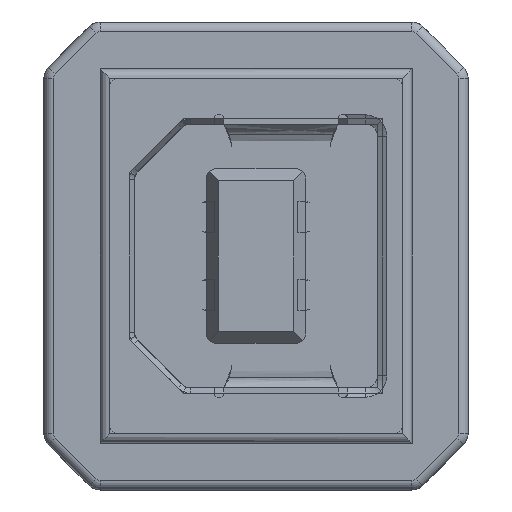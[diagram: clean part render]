
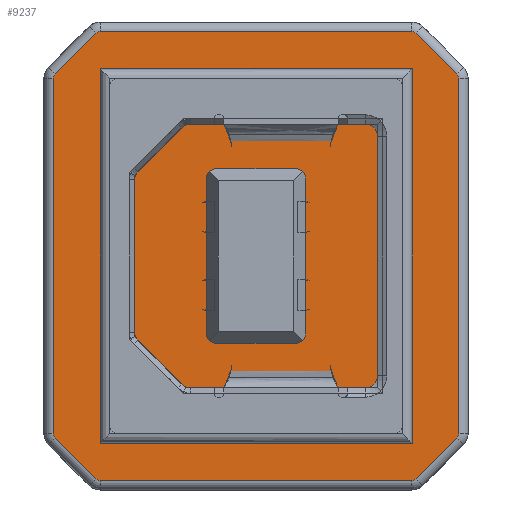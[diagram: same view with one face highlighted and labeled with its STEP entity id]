
A CAD part, left-side view. The second image highlights one B-rep face of the part: STEP entity #9237.
In plain terms, the highlighted face is planar.
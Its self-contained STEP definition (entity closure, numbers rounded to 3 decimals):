
#241 = VECTOR ( 'NONE', #25163, 1000. ) ;
#296 = CARTESIAN_POINT ( 'NONE',  ( 1.666, 0.359, 0. ) ) ;
#595 = CARTESIAN_POINT ( 'NONE',  ( 0.5, 11.793, 0. ) ) ;
#944 = VECTOR ( 'NONE', #2547, 1000. ) ;
#1311 = DIRECTION ( 'NONE',  ( -1., 0., 0. ) ) ;
#1848 = VERTEX_POINT ( 'NONE', #20575 ) ;
#2138 = EDGE_LOOP ( 'NONE', ( #29880, #11719, #18108, #4631, #15338, #22985, #40106, #22205, #43729, #16391, #14652, #38306, #41705, #42885, #39023, #33325 ) ) ;
#2547 = DIRECTION ( 'NONE',  ( 1., 0., 0. ) ) ;
#3518 = CARTESIAN_POINT ( 'NONE',  ( 1.807, 0.3, 0. ) ) ;
#4143 = CARTESIAN_POINT ( 'NONE',  ( 14.7, 1.807, 0. ) ) ;
#4157 = VERTEX_POINT ( 'NONE', #37560 ) ;
#4207 = DIRECTION ( 'NONE',  ( -1., 0., 0. ) ) ;
#4631 = ORIENTED_EDGE ( 'NONE', *, *, #4897, .T. ) ;
#4690 = DIRECTION ( 'NONE',  ( -1., 0., 0. ) ) ;
#4730 = VECTOR ( 'NONE', #40612, 1000. ) ;
#4897 = EDGE_CURVE ( 'NONE', #29942, #4157, #35420, .T. ) ;
#5198 = DIRECTION ( 'NONE',  ( -1., 0., 0. ) ) ;
#6084 = CIRCLE ( 'NONE', #28685, 0.2 ) ;
#6113 = CARTESIAN_POINT ( 'NONE',  ( 1.807, 13.3, 0. ) ) ;
#6747 = CARTESIAN_POINT ( 'NONE',  ( 0.3, 11.793, 0. ) ) ;
#6984 = CIRCLE ( 'NONE', #24446, 0.2 ) ;
#8055 = EDGE_CURVE ( 'NONE', #28147, #33433, #19593, .T. ) ;
#8411 = EDGE_CURVE ( 'NONE', #13679, #34869, #10182, .T. ) ;
#8445 = CARTESIAN_POINT ( 'NONE',  ( 13.334, 0.359, 0. ) ) ;
#8569 = EDGE_CURVE ( 'NONE', #45935, #13679, #37668, .T. ) ;
#8674 = LINE ( 'NONE', #48452, #32668 ) ;
#8788 = CARTESIAN_POINT ( 'NONE',  ( 13.193, 13.1, 0. ) ) ;
#8842 = EDGE_CURVE ( 'NONE', #34442, #33015, #27675, .T. ) ;
#9237 = ADVANCED_FACE ( 'NONE', ( #24727 ), #38101, .T. ) ;
#10182 = LINE ( 'NONE', #43670, #241 ) ;
#10826 = DIRECTION ( 'NONE',  ( -0.707, 0.707, 0. ) ) ;
#10985 = AXIS2_PLACEMENT_3D ( 'NONE', #13304, #16733, #35824 ) ;
#11273 = AXIS2_PLACEMENT_3D ( 'NONE', #11703, #30685, #26932 ) ;
#11295 = CIRCLE ( 'NONE', #28878, 0.2 ) ;
#11703 = CARTESIAN_POINT ( 'NONE',  ( 14.5, 1.807, 0. ) ) ;
#11719 = ORIENTED_EDGE ( 'NONE', *, *, #23776, .T. ) ;
#12113 = CARTESIAN_POINT ( 'NONE',  ( 0.5, 1.807, 0. ) ) ;
#12734 = EDGE_CURVE ( 'NONE', #38655, #38162, #32107, .T. ) ;
#12915 = EDGE_CURVE ( 'NONE', #34869, #42313, #16272, .T. ) ;
#13304 = CARTESIAN_POINT ( 'NONE',  ( 1.807, 0.5, 0. ) ) ;
#13679 = VERTEX_POINT ( 'NONE', #16811 ) ;
#14652 = ORIENTED_EDGE ( 'NONE', *, *, #29126, .T. ) ;
#14875 = EDGE_CURVE ( 'NONE', #42313, #38655, #40766, .T. ) ;
#15017 = CARTESIAN_POINT ( 'NONE',  ( 0.359, 1.666, 0. ) ) ;
#15338 = ORIENTED_EDGE ( 'NONE', *, *, #37261, .T. ) ;
#15904 = DIRECTION ( 'NONE',  ( 0., 0., -1. ) ) ;
#16272 = CIRCLE ( 'NONE', #31985, 0.2 ) ;
#16391 = ORIENTED_EDGE ( 'NONE', *, *, #25906, .T. ) ;
#16733 = DIRECTION ( 'NONE',  ( 0., 0., -1. ) ) ;
#16811 = CARTESIAN_POINT ( 'NONE',  ( 0.359, 11.934, 0. ) ) ;
#16943 = CARTESIAN_POINT ( 'NONE',  ( 14.5, 11.793, 0. ) ) ;
#17002 = LINE ( 'NONE', #36973, #4730 ) ;
#17422 = CARTESIAN_POINT ( 'NONE',  ( 13.193, 13.3, 0. ) ) ;
#18108 = ORIENTED_EDGE ( 'NONE', *, *, #33834, .T. ) ;
#19337 = DIRECTION ( 'NONE',  ( -1., 0., 0. ) ) ;
#19593 = LINE ( 'NONE', #47998, #35355 ) ;
#19870 = CARTESIAN_POINT ( 'NONE',  ( 1.807, 13.1, 0. ) ) ;
#20575 = CARTESIAN_POINT ( 'NONE',  ( 0.3, 1.807, 0. ) ) ;
#21378 = AXIS2_PLACEMENT_3D ( 'NONE', #595, #34432, #4690 ) ;
#22205 = ORIENTED_EDGE ( 'NONE', *, *, #23111, .T. ) ;
#22394 = EDGE_CURVE ( 'NONE', #31618, #28147, #6984, .T. ) ;
#22586 = CARTESIAN_POINT ( 'NONE',  ( 1.012, 1.012, 0. ) ) ;
#22985 = ORIENTED_EDGE ( 'NONE', *, *, #22394, .T. ) ;
#23111 = EDGE_CURVE ( 'NONE', #33433, #34442, #38269, .T. ) ;
#23354 = CARTESIAN_POINT ( 'NONE',  ( 13.193, 13.3, 0. ) ) ;
#23504 = VECTOR ( 'NONE', #41201, 1000. ) ;
#23516 = DIRECTION ( 'NONE',  ( 0., 0., -1. ) ) ;
#23568 = DIRECTION ( 'NONE',  ( 0., 0., -1. ) ) ;
#23776 = EDGE_CURVE ( 'NONE', #26582, #25981, #11295, .T. ) ;
#24446 = AXIS2_PLACEMENT_3D ( 'NONE', #33954, #45775, #4207 ) ;
#24659 = LINE ( 'NONE', #29451, #23504 ) ;
#24727 = FACE_OUTER_BOUND ( 'NONE', #2138, .T. ) ;
#25163 = DIRECTION ( 'NONE',  ( 0.707, 0.707, 0. ) ) ;
#25455 = CARTESIAN_POINT ( 'NONE',  ( 1.666, 13.241, 0. ) ) ;
#25906 = EDGE_CURVE ( 'NONE', #33015, #1848, #6084, .T. ) ;
#25981 = VERTEX_POINT ( 'NONE', #43013 ) ;
#26582 = VERTEX_POINT ( 'NONE', #39351 ) ;
#26932 = DIRECTION ( 'NONE',  ( -1., 0., 0. ) ) ;
#27330 = DIRECTION ( 'NONE',  ( 0., 0., -1. ) ) ;
#27675 = LINE ( 'NONE', #22586, #30046 ) ;
#28147 = VERTEX_POINT ( 'NONE', #33733 ) ;
#28337 = DIRECTION ( 'NONE',  ( 0., -1., 0. ) ) ;
#28685 = AXIS2_PLACEMENT_3D ( 'NONE', #12113, #23568, #1311 ) ;
#28878 = AXIS2_PLACEMENT_3D ( 'NONE', #16943, #35247, #43146 ) ;
#29126 = EDGE_CURVE ( 'NONE', #1848, #45935, #24659, .T. ) ;
#29451 = CARTESIAN_POINT ( 'NONE',  ( 0.3, 11.793, 0. ) ) ;
#29761 = DIRECTION ( 'NONE',  ( -0.707, -0.707, 0. ) ) ;
#29880 = ORIENTED_EDGE ( 'NONE', *, *, #33968, .T. ) ;
#29942 = VERTEX_POINT ( 'NONE', #4143 ) ;
#30046 = VECTOR ( 'NONE', #10826, 1000. ) ;
#30685 = DIRECTION ( 'NONE',  ( 0., 0., -1. ) ) ;
#31059 = AXIS2_PLACEMENT_3D ( 'NONE', #8788, #23516, #5198 ) ;
#31139 = DIRECTION ( 'NONE',  ( -1., 0., 0. ) ) ;
#31618 = VERTEX_POINT ( 'NONE', #8445 ) ;
#31985 = AXIS2_PLACEMENT_3D ( 'NONE', #19870, #15904, #31139 ) ;
#32107 = CIRCLE ( 'NONE', #31059, 0.2 ) ;
#32668 = VECTOR ( 'NONE', #29761, 1000. ) ;
#33015 = VERTEX_POINT ( 'NONE', #15017 ) ;
#33325 = ORIENTED_EDGE ( 'NONE', *, *, #12734, .T. ) ;
#33433 = VERTEX_POINT ( 'NONE', #3518 ) ;
#33733 = CARTESIAN_POINT ( 'NONE',  ( 13.193, 0.3, 0. ) ) ;
#33834 = EDGE_CURVE ( 'NONE', #25981, #29942, #36316, .T. ) ;
#33954 = CARTESIAN_POINT ( 'NONE',  ( 13.193, 0.5, 0. ) ) ;
#33968 = EDGE_CURVE ( 'NONE', #38162, #26582, #17002, .T. ) ;
#34360 = CARTESIAN_POINT ( 'NONE',  ( 13.334, 13.241, 0. ) ) ;
#34432 = DIRECTION ( 'NONE',  ( 0., 0., -1. ) ) ;
#34442 = VERTEX_POINT ( 'NONE', #296 ) ;
#34869 = VERTEX_POINT ( 'NONE', #25455 ) ;
#35247 = DIRECTION ( 'NONE',  ( 0., 0., -1. ) ) ;
#35355 = VECTOR ( 'NONE', #37284, 1000. ) ;
#35420 = CIRCLE ( 'NONE', #11273, 0.2 ) ;
#35824 = DIRECTION ( 'NONE',  ( -1., 0., 0. ) ) ;
#36316 = LINE ( 'NONE', #47019, #45165 ) ;
#36973 = CARTESIAN_POINT ( 'NONE',  ( 13.288, 13.288, 0. ) ) ;
#37261 = EDGE_CURVE ( 'NONE', #4157, #31618, #8674, .T. ) ;
#37284 = DIRECTION ( 'NONE',  ( -1., 0., 0. ) ) ;
#37560 = CARTESIAN_POINT ( 'NONE',  ( 14.641, 1.666, 0. ) ) ;
#37668 = CIRCLE ( 'NONE', #21378, 0.2 ) ;
#38101 = PLANE ( 'NONE',  #47775 ) ;
#38162 = VERTEX_POINT ( 'NONE', #34360 ) ;
#38269 = CIRCLE ( 'NONE', #10985, 0.2 ) ;
#38306 = ORIENTED_EDGE ( 'NONE', *, *, #8569, .T. ) ;
#38655 = VERTEX_POINT ( 'NONE', #23354 ) ;
#39023 = ORIENTED_EDGE ( 'NONE', *, *, #14875, .T. ) ;
#39351 = CARTESIAN_POINT ( 'NONE',  ( 14.641, 11.934, 0. ) ) ;
#40106 = ORIENTED_EDGE ( 'NONE', *, *, #8055, .T. ) ;
#40612 = DIRECTION ( 'NONE',  ( 0.707, -0.707, 0. ) ) ;
#40766 = LINE ( 'NONE', #17422, #944 ) ;
#41201 = DIRECTION ( 'NONE',  ( 0., 1., 0. ) ) ;
#41705 = ORIENTED_EDGE ( 'NONE', *, *, #8411, .T. ) ;
#42313 = VERTEX_POINT ( 'NONE', #6113 ) ;
#42389 = CARTESIAN_POINT ( 'NONE',  ( 0., 0., 0. ) ) ;
#42885 = ORIENTED_EDGE ( 'NONE', *, *, #12915, .T. ) ;
#43013 = CARTESIAN_POINT ( 'NONE',  ( 14.7, 11.793, 0. ) ) ;
#43146 = DIRECTION ( 'NONE',  ( -1., 0., 0. ) ) ;
#43670 = CARTESIAN_POINT ( 'NONE',  ( -5.788, 5.788, 0. ) ) ;
#43729 = ORIENTED_EDGE ( 'NONE', *, *, #8842, .T. ) ;
#45165 = VECTOR ( 'NONE', #28337, 1000. ) ;
#45775 = DIRECTION ( 'NONE',  ( 0., 0., -1. ) ) ;
#45935 = VERTEX_POINT ( 'NONE', #6747 ) ;
#47019 = CARTESIAN_POINT ( 'NONE',  ( 14.7, 1.807, 0. ) ) ;
#47775 = AXIS2_PLACEMENT_3D ( 'NONE', #42389, #27330, #19337 ) ;
#47998 = CARTESIAN_POINT ( 'NONE',  ( 1.807, 0.3, 0. ) ) ;
#48452 = CARTESIAN_POINT ( 'NONE',  ( 6.488, -6.488, 0. ) ) ;
